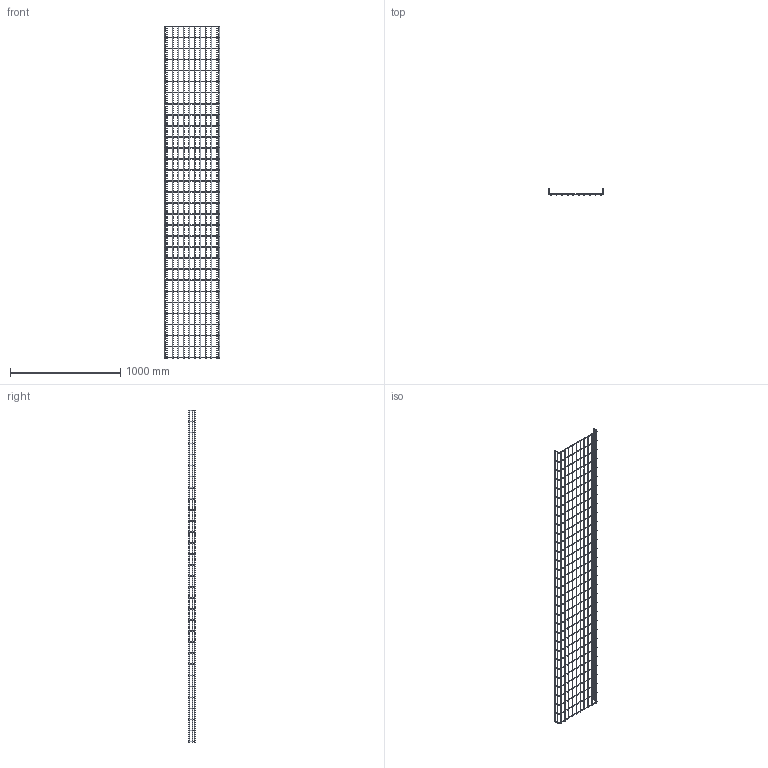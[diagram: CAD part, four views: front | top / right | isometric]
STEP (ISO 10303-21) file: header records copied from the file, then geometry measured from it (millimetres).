
FILE_DESCRIPTION (( 'STEP AP214' ), '1' );
FILE_NAME ('6000941_KSTP1.stp', '2018-08-29T12:35:33', ( '' ), ( '' ), 'SwSTEP 2.0', 'SolidWorks 2016', '' );
FILE_SCHEMA (( 'AUTOMOTIVE_DESIGN' ));
Length unit declared in the file: millimetre
Products named in the file (1): 6000941_KSTP1
Bounding box: 500 x 55 x 3007.9 mm (x, y, z)
Volume: 1634024.2 mm3; surface area: 1097395 mm2
Topology: 1 solids, 1 shells, 428 faces, 2192 edges, 1420 vertices
Faces by surface type: cylinder 214, torus 124, plane 90
Entity records: 47498 total; most frequent: CARTESIAN_POINT 30081, ORIENTED_EDGE 4384, DIRECTION 2858, EDGE_CURVE 2192, VERTEX_POINT 1420, AXIS2_PLACEMENT_3D 1105, B_SPLINE_CURVE_WITH_KNOTS 868, EDGE_LOOP 862
